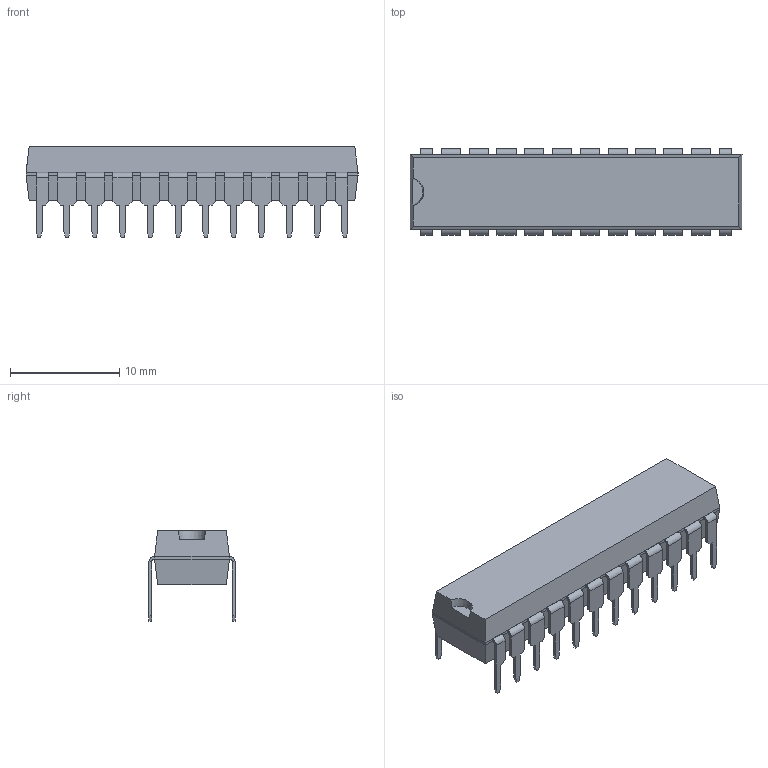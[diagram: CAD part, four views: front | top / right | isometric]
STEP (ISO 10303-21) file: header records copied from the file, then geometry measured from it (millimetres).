
FILE_DESCRIPTION(('STEP AP214'), '1');
FILE_NAME('MS-001BE', '', ('UNSPECIFIED'), ('UNSPECIFIED'), 'ASCON STEP Converter 1.3', 'ASCON Math Kernel', '');
FILE_SCHEMA(('AUTOMOTIVE_DESIGN { 1 0 10303 214 3 1 1}'));
Length unit declared in the file: millimetre
Bounding box: 30.35 x 7.87 x 8.28 mm (x, y, z)
Volume: 1019.6 mm3; surface area: 1165.6 mm2
Topology: 25 solids, 25 shells, 532 faces, 1246 edges, 764 vertices
Faces by surface type: plane 483, cylinder 48, cone 1
Entity records: 19374 total; most frequent: CARTESIAN_POINT 2551, ORIENTED_EDGE 2492, DIRECTION 2408, EDGE_CURVE 1246, LINE 1146, VECTOR 1146, VERTEX_POINT 764, AXIS2_PLACEMENT_3D 631
